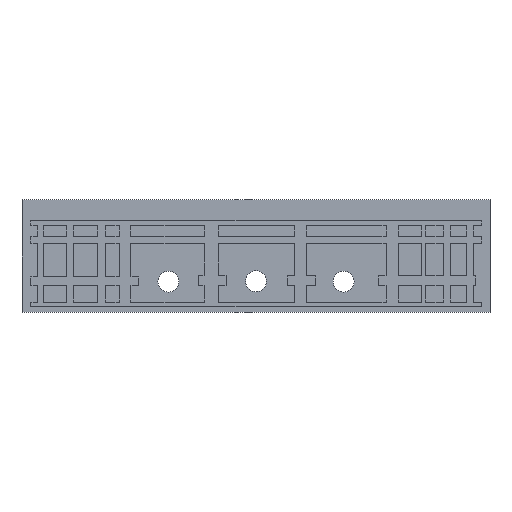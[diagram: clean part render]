
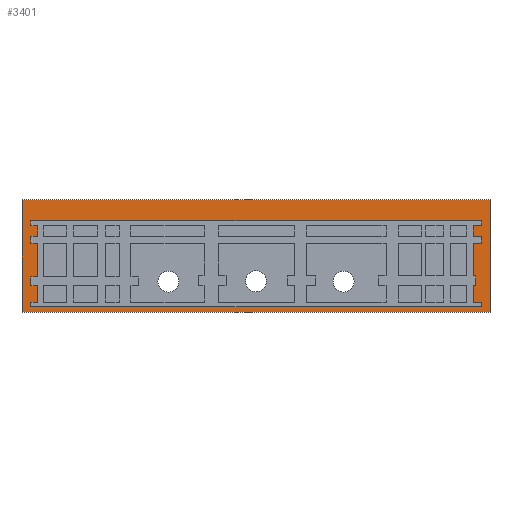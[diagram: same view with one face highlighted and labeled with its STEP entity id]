
A CAD part, top view. The second image highlights one B-rep face of the part: STEP entity #3401.
In plain terms, the highlighted planar face has unit normal (0, 0, 1).
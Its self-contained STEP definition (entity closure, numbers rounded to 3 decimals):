
#48=FACE_BOUND('',#411,.T.);
#204=FACE_OUTER_BOUND('',#410,.T.);
#410=EDGE_LOOP('',(#2883,#2884,#2885,#2886));
#411=EDGE_LOOP('',(#2887,#2888,#2889,#2890,#2891,#2892,#2893,#2894,#2895,
#2896,#2897,#2898,#2899,#2900,#2901,#2902,#2903,#2904,#2905,#2906,#2907,
#2908,#2909,#2910,#2911,#2912,#2913,#2914));
#810=LINE('',#5197,#1269);
#814=LINE('',#5205,#1273);
#817=LINE('',#5211,#1276);
#820=LINE('',#5217,#1279);
#823=LINE('',#5223,#1282);
#826=LINE('',#5229,#1285);
#829=LINE('',#5235,#1288);
#832=LINE('',#5241,#1291);
#835=LINE('',#5247,#1294);
#838=LINE('',#5253,#1297);
#841=LINE('',#5259,#1300);
#844=LINE('',#5265,#1303);
#847=LINE('',#5271,#1306);
#850=LINE('',#5277,#1309);
#853=LINE('',#5283,#1312);
#856=LINE('',#5289,#1315);
#859=LINE('',#5295,#1318);
#862=LINE('',#5301,#1321);
#865=LINE('',#5307,#1324);
#868=LINE('',#5313,#1327);
#871=LINE('',#5319,#1330);
#874=LINE('',#5325,#1333);
#877=LINE('',#5331,#1336);
#880=LINE('',#5337,#1339);
#883=LINE('',#5343,#1342);
#886=LINE('',#5349,#1345);
#889=LINE('',#5355,#1348);
#892=LINE('',#5360,#1351);
#894=LINE('',#5366,#1353);
#895=LINE('',#5368,#1354);
#896=LINE('',#5370,#1355);
#897=LINE('',#5371,#1356);
#1269=VECTOR('',#4240,10.);
#1273=VECTOR('',#4246,10.);
#1276=VECTOR('',#4251,10.);
#1279=VECTOR('',#4256,10.);
#1282=VECTOR('',#4261,10.);
#1285=VECTOR('',#4266,10.);
#1288=VECTOR('',#4271,10.);
#1291=VECTOR('',#4276,10.);
#1294=VECTOR('',#4281,10.);
#1297=VECTOR('',#4286,10.);
#1300=VECTOR('',#4291,10.);
#1303=VECTOR('',#4296,10.);
#1306=VECTOR('',#4301,10.);
#1309=VECTOR('',#4306,10.);
#1312=VECTOR('',#4311,10.);
#1315=VECTOR('',#4316,10.);
#1318=VECTOR('',#4321,10.);
#1321=VECTOR('',#4326,10.);
#1324=VECTOR('',#4331,10.);
#1327=VECTOR('',#4336,10.);
#1330=VECTOR('',#4341,10.);
#1333=VECTOR('',#4346,10.);
#1336=VECTOR('',#4351,10.);
#1339=VECTOR('',#4356,10.);
#1342=VECTOR('',#4361,10.);
#1345=VECTOR('',#4366,10.);
#1348=VECTOR('',#4371,10.);
#1351=VECTOR('',#4376,10.);
#1353=VECTOR('',#4382,10.);
#1354=VECTOR('',#4383,10.);
#1355=VECTOR('',#4384,10.);
#1356=VECTOR('',#4385,10.);
#1608=VERTEX_POINT('',#5195);
#1609=VERTEX_POINT('',#5196);
#1612=VERTEX_POINT('',#5204);
#1614=VERTEX_POINT('',#5210);
#1616=VERTEX_POINT('',#5216);
#1618=VERTEX_POINT('',#5222);
#1620=VERTEX_POINT('',#5228);
#1622=VERTEX_POINT('',#5234);
#1624=VERTEX_POINT('',#5240);
#1626=VERTEX_POINT('',#5246);
#1628=VERTEX_POINT('',#5252);
#1630=VERTEX_POINT('',#5258);
#1632=VERTEX_POINT('',#5264);
#1634=VERTEX_POINT('',#5270);
#1636=VERTEX_POINT('',#5276);
#1638=VERTEX_POINT('',#5282);
#1640=VERTEX_POINT('',#5288);
#1642=VERTEX_POINT('',#5294);
#1644=VERTEX_POINT('',#5300);
#1646=VERTEX_POINT('',#5306);
#1648=VERTEX_POINT('',#5312);
#1650=VERTEX_POINT('',#5318);
#1652=VERTEX_POINT('',#5324);
#1654=VERTEX_POINT('',#5330);
#1656=VERTEX_POINT('',#5336);
#1658=VERTEX_POINT('',#5342);
#1660=VERTEX_POINT('',#5348);
#1662=VERTEX_POINT('',#5354);
#1664=VERTEX_POINT('',#5364);
#1665=VERTEX_POINT('',#5365);
#1666=VERTEX_POINT('',#5367);
#1667=VERTEX_POINT('',#5369);
#2038=EDGE_CURVE('',#1608,#1609,#810,.T.);
#2042=EDGE_CURVE('',#1609,#1612,#814,.T.);
#2045=EDGE_CURVE('',#1612,#1614,#817,.T.);
#2048=EDGE_CURVE('',#1614,#1616,#820,.T.);
#2051=EDGE_CURVE('',#1616,#1618,#823,.T.);
#2054=EDGE_CURVE('',#1618,#1620,#826,.T.);
#2057=EDGE_CURVE('',#1620,#1622,#829,.T.);
#2060=EDGE_CURVE('',#1622,#1624,#832,.T.);
#2063=EDGE_CURVE('',#1624,#1626,#835,.T.);
#2066=EDGE_CURVE('',#1626,#1628,#838,.T.);
#2069=EDGE_CURVE('',#1628,#1630,#841,.T.);
#2072=EDGE_CURVE('',#1630,#1632,#844,.T.);
#2075=EDGE_CURVE('',#1632,#1634,#847,.T.);
#2078=EDGE_CURVE('',#1634,#1636,#850,.T.);
#2081=EDGE_CURVE('',#1636,#1638,#853,.T.);
#2084=EDGE_CURVE('',#1638,#1640,#856,.T.);
#2087=EDGE_CURVE('',#1640,#1642,#859,.T.);
#2090=EDGE_CURVE('',#1642,#1644,#862,.T.);
#2093=EDGE_CURVE('',#1644,#1646,#865,.T.);
#2096=EDGE_CURVE('',#1646,#1648,#868,.T.);
#2099=EDGE_CURVE('',#1648,#1650,#871,.T.);
#2102=EDGE_CURVE('',#1650,#1652,#874,.T.);
#2105=EDGE_CURVE('',#1652,#1654,#877,.T.);
#2108=EDGE_CURVE('',#1654,#1656,#880,.T.);
#2111=EDGE_CURVE('',#1656,#1658,#883,.T.);
#2114=EDGE_CURVE('',#1658,#1660,#886,.T.);
#2117=EDGE_CURVE('',#1660,#1662,#889,.T.);
#2120=EDGE_CURVE('',#1662,#1608,#892,.T.);
#2122=EDGE_CURVE('',#1664,#1665,#894,.T.);
#2123=EDGE_CURVE('',#1665,#1666,#895,.T.);
#2124=EDGE_CURVE('',#1666,#1667,#896,.T.);
#2125=EDGE_CURVE('',#1667,#1664,#897,.T.);
#2883=ORIENTED_EDGE('',*,*,#2122,.T.);
#2884=ORIENTED_EDGE('',*,*,#2123,.T.);
#2885=ORIENTED_EDGE('',*,*,#2124,.T.);
#2886=ORIENTED_EDGE('',*,*,#2125,.T.);
#2887=ORIENTED_EDGE('',*,*,#2038,.T.);
#2888=ORIENTED_EDGE('',*,*,#2042,.T.);
#2889=ORIENTED_EDGE('',*,*,#2045,.T.);
#2890=ORIENTED_EDGE('',*,*,#2048,.T.);
#2891=ORIENTED_EDGE('',*,*,#2051,.T.);
#2892=ORIENTED_EDGE('',*,*,#2054,.T.);
#2893=ORIENTED_EDGE('',*,*,#2057,.T.);
#2894=ORIENTED_EDGE('',*,*,#2060,.T.);
#2895=ORIENTED_EDGE('',*,*,#2063,.T.);
#2896=ORIENTED_EDGE('',*,*,#2066,.T.);
#2897=ORIENTED_EDGE('',*,*,#2069,.T.);
#2898=ORIENTED_EDGE('',*,*,#2072,.T.);
#2899=ORIENTED_EDGE('',*,*,#2075,.T.);
#2900=ORIENTED_EDGE('',*,*,#2078,.T.);
#2901=ORIENTED_EDGE('',*,*,#2081,.T.);
#2902=ORIENTED_EDGE('',*,*,#2084,.T.);
#2903=ORIENTED_EDGE('',*,*,#2087,.T.);
#2904=ORIENTED_EDGE('',*,*,#2090,.T.);
#2905=ORIENTED_EDGE('',*,*,#2093,.T.);
#2906=ORIENTED_EDGE('',*,*,#2096,.T.);
#2907=ORIENTED_EDGE('',*,*,#2099,.T.);
#2908=ORIENTED_EDGE('',*,*,#2102,.T.);
#2909=ORIENTED_EDGE('',*,*,#2105,.T.);
#2910=ORIENTED_EDGE('',*,*,#2108,.T.);
#2911=ORIENTED_EDGE('',*,*,#2111,.T.);
#2912=ORIENTED_EDGE('',*,*,#2114,.T.);
#2913=ORIENTED_EDGE('',*,*,#2117,.T.);
#2914=ORIENTED_EDGE('',*,*,#2120,.T.);
#3222=PLANE('',#3597);
#3401=ADVANCED_FACE('',(#204,#48),#3222,.T.);
#3597=AXIS2_PLACEMENT_3D('',#5363,#4380,#4381);
#4240=DIRECTION('',(0.,1.,0.));
#4246=DIRECTION('',(1.,0.,0.));
#4251=DIRECTION('',(0.,1.,0.));
#4256=DIRECTION('',(-1.,0.,0.));
#4261=DIRECTION('',(0.,1.,0.));
#4266=DIRECTION('',(1.,0.,0.));
#4271=DIRECTION('',(0.,1.,0.));
#4276=DIRECTION('',(-1.,0.,0.));
#4281=DIRECTION('',(0.,1.,0.));
#4286=DIRECTION('',(1.,0.,0.));
#4291=DIRECTION('',(0.,1.,0.));
#4296=DIRECTION('',(-1.,0.,0.));
#4301=DIRECTION('',(0.,1.,0.));
#4306=DIRECTION('',(1.,0.,0.));
#4311=DIRECTION('',(0.,-1.,0.));
#4316=DIRECTION('',(-1.,0.,0.));
#4321=DIRECTION('',(0.,-1.,0.));
#4326=DIRECTION('',(1.,0.,0.));
#4331=DIRECTION('',(0.,-1.,0.));
#4336=DIRECTION('',(-1.,0.,0.));
#4341=DIRECTION('',(0.,-1.,0.));
#4346=DIRECTION('',(1.,0.,0.));
#4351=DIRECTION('',(0.,-1.,0.));
#4356=DIRECTION('',(-1.,0.,0.));
#4361=DIRECTION('',(0.,-1.,0.));
#4366=DIRECTION('',(1.,0.,0.));
#4371=DIRECTION('',(0.,-1.,0.));
#4376=DIRECTION('',(-1.,0.,0.));
#4380=DIRECTION('center_axis',(0.,0.,1.));
#4381=DIRECTION('ref_axis',(1.,0.,0.));
#4382=DIRECTION('',(1.,0.,0.));
#4383=DIRECTION('',(0.,1.,0.));
#4384=DIRECTION('',(-1.,0.,0.));
#4385=DIRECTION('',(0.,-1.,0.));
#5195=CARTESIAN_POINT('',(-90.003,-20.,2.));
#5196=CARTESIAN_POINT('',(-90.003,-18.172,2.));
#5197=CARTESIAN_POINT('',(-90.003,-8.957,2.));
#5204=CARTESIAN_POINT('',(-87.224,-18.172,2.));
#5205=CARTESIAN_POINT('',(-43.617,-18.172,2.));
#5210=CARTESIAN_POINT('',(-87.224,-11.544,2.));
#5211=CARTESIAN_POINT('',(-87.224,-5.644,2.));
#5216=CARTESIAN_POINT('',(-90.003,-11.544,2.));
#5217=CARTESIAN_POINT('',(-45.007,-11.544,2.));
#5222=CARTESIAN_POINT('',(-90.003,-8.124,2.));
#5223=CARTESIAN_POINT('',(-90.003,-3.933,2.));
#5228=CARTESIAN_POINT('',(-87.224,-8.124,2.));
#5229=CARTESIAN_POINT('',(-43.617,-8.124,2.));
#5234=CARTESIAN_POINT('',(-87.224,5.269,2.));
#5235=CARTESIAN_POINT('',(-87.224,2.763,2.));
#5240=CARTESIAN_POINT('',(-90.003,5.269,2.));
#5241=CARTESIAN_POINT('',(-45.007,5.269,2.));
#5246=CARTESIAN_POINT('',(-90.003,8.048,2.));
#5247=CARTESIAN_POINT('',(-90.003,4.152,2.));
#5252=CARTESIAN_POINT('',(-87.224,8.048,2.));
#5253=CARTESIAN_POINT('',(-43.617,8.048,2.));
#5258=CARTESIAN_POINT('',(-87.224,12.4,2.));
#5259=CARTESIAN_POINT('',(-87.224,6.328,2.));
#5264=CARTESIAN_POINT('',(-90.003,12.4,2.));
#5265=CARTESIAN_POINT('',(-45.007,12.4,2.));
#5270=CARTESIAN_POINT('',(-90.003,14.324,2.));
#5271=CARTESIAN_POINT('',(-90.003,7.29,2.));
#5276=CARTESIAN_POINT('',(90.,14.324,2.));
#5277=CARTESIAN_POINT('',(44.995,14.324,2.));
#5282=CARTESIAN_POINT('',(90.,12.4,2.));
#5283=CARTESIAN_POINT('',(90.,6.328,2.));
#5288=CARTESIAN_POINT('',(86.797,12.4,2.));
#5289=CARTESIAN_POINT('',(43.393,12.4,2.));
#5294=CARTESIAN_POINT('',(86.797,8.048,2.));
#5295=CARTESIAN_POINT('',(86.797,4.152,2.));
#5300=CARTESIAN_POINT('',(90.,8.048,2.));
#5301=CARTESIAN_POINT('',(44.995,8.048,2.));
#5306=CARTESIAN_POINT('',(90.,5.269,2.));
#5307=CARTESIAN_POINT('',(90.,2.763,2.));
#5312=CARTESIAN_POINT('',(86.797,5.269,2.));
#5313=CARTESIAN_POINT('',(43.393,5.269,2.));
#5318=CARTESIAN_POINT('',(86.797,-7.696,2.));
#5319=CARTESIAN_POINT('',(86.797,-3.72,2.));
#5324=CARTESIAN_POINT('',(87.866,-7.696,2.));
#5325=CARTESIAN_POINT('',(43.928,-7.696,2.));
#5330=CARTESIAN_POINT('',(87.866,-11.544,2.));
#5331=CARTESIAN_POINT('',(87.866,-5.644,2.));
#5336=CARTESIAN_POINT('',(86.797,-11.544,2.));
#5337=CARTESIAN_POINT('',(43.393,-11.544,2.));
#5342=CARTESIAN_POINT('',(86.797,-18.172,2.));
#5343=CARTESIAN_POINT('',(86.797,-8.957,2.));
#5348=CARTESIAN_POINT('',(90.,-18.172,2.));
#5349=CARTESIAN_POINT('',(44.995,-18.172,2.));
#5354=CARTESIAN_POINT('',(90.,-20.,2.));
#5355=CARTESIAN_POINT('',(90.,-9.872,2.));
#5360=CARTESIAN_POINT('',(-45.007,-20.,2.));
#5363=CARTESIAN_POINT('Origin',(-0.01,0.257,2.));
#5364=CARTESIAN_POINT('',(-93.51,-22.243,2.));
#5365=CARTESIAN_POINT('',(93.49,-22.243,2.));
#5366=CARTESIAN_POINT('',(93.49,-22.243,2.));
#5367=CARTESIAN_POINT('',(93.49,22.757,2.));
#5368=CARTESIAN_POINT('',(93.49,22.757,2.));
#5369=CARTESIAN_POINT('',(-93.51,22.757,2.));
#5370=CARTESIAN_POINT('',(-93.51,22.757,2.));
#5371=CARTESIAN_POINT('',(-93.51,-22.243,2.));
